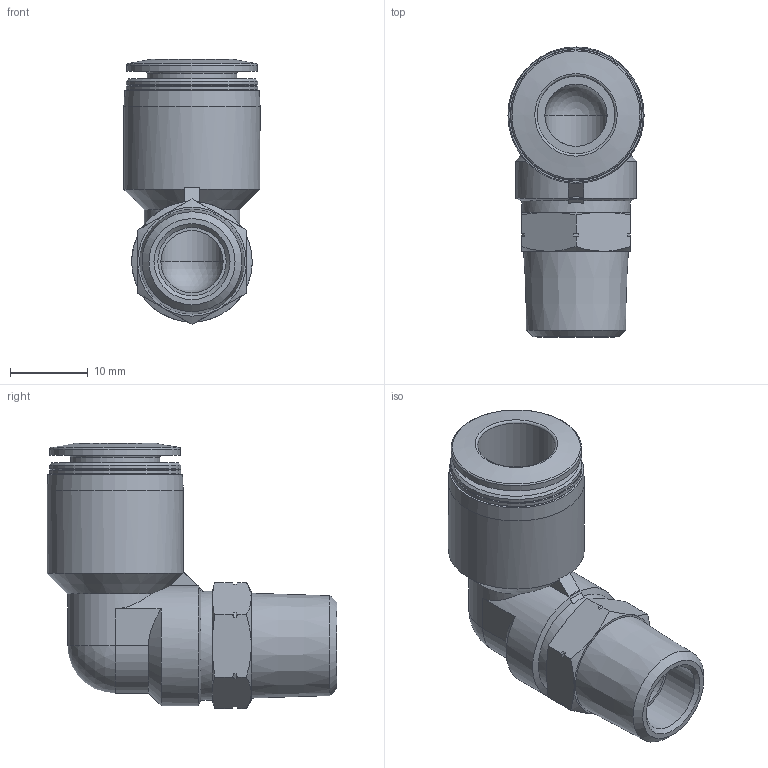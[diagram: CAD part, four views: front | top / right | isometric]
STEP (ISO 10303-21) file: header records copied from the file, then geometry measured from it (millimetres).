
FILE_DESCRIPTION(/* description */ ('STEP AP214'),/* implementation_level */ '2;1');
FILE_NAME(/* name */ '130733_QSL-1_4-10-50',/* time_stamp */ '2024-09-14T08:30:09+02:00',/* author */ ('License CC BY-ND 4.0'),/* organization */ ('CADENAS'),/* preprocessor_version */ 'ST-DEVELOPER v19.3',/* originating_system */ 'PARTsolutions',/* authorisation */ ' ');
FILE_SCHEMA (('AUTOMOTIVE_DESIGN {1 0 10303 214 3 1 1}'));
Length unit declared in the file: millimetre
Products named in the file (1): 130733 QSL-1/4-10-50
Bounding box: 17.5 x 37.25 x 34.08 mm (x, y, z)
Volume: 5884.4 mm3; surface area: 4515.3 mm2
Topology: 1 solids, 1 shells, 81 faces, 195 edges, 119 vertices
Faces by surface type: cone 36, plane 21, cylinder 19, torus 3, sphere 2
Full cylindrical faces by diameter (mm): 8 x2, 8.771 x1, 10 x1, 11.5 x1, 14 x1, 15.5 x1, 16.8 x1, 16.9 x2, 17.5 x1
Entity records: 2806 total; most frequent: CARTESIAN_POINT 541, DIRECTION 332, ORIENTED_EDGE 326, EDGE_CURVE 163, AXIS2_PLACEMENT_3D 146, VERTEX_POINT 113, EDGE_LOOP 112, FACE_BOUND 112
